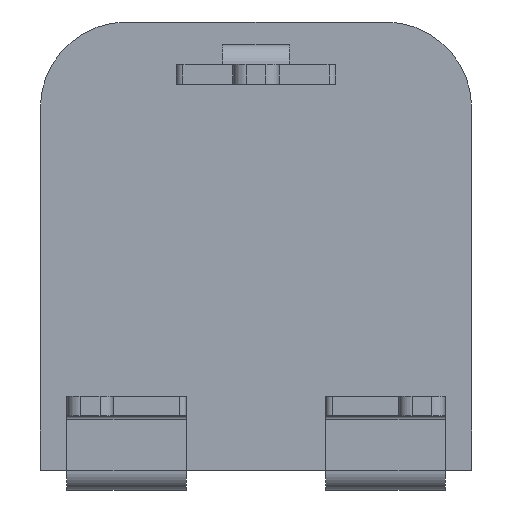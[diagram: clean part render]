
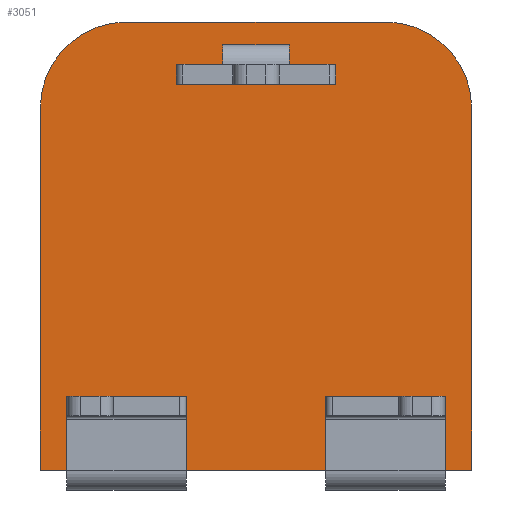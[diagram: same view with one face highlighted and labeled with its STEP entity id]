
A CAD part, front view. The second image highlights one B-rep face of the part: STEP entity #3051.
In plain terms, the highlighted planar face has unit normal (0, -1, 0).
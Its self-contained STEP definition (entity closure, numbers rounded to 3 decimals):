
#102 = AXIS2_PLACEMENT_3D ( 'NONE', #110, #2149, #398 ) ;
#110 = CARTESIAN_POINT ( 'NONE',  ( 1.95, -2.2, 2.075 ) ) ;
#117 = VECTOR ( 'NONE', #3185, 1000. ) ;
#153 = CARTESIAN_POINT ( 'NONE',  ( -1.95, -2.2, 3.375 ) ) ;
#235 = DIRECTION ( 'NONE',  ( 0., 0., -1. ) ) ;
#294 = CARTESIAN_POINT ( 'NONE',  ( 3.25, -2.2, -3.375 ) ) ;
#311 = CARTESIAN_POINT ( 'NONE',  ( 3.25, -2.2, -3.375 ) ) ;
#317 = DIRECTION ( 'NONE',  ( 1., 0., 0. ) ) ;
#316 = CARTESIAN_POINT ( 'NONE',  ( -3.25, -2.2, -3.375 ) ) ;
#370 = CARTESIAN_POINT ( 'NONE',  ( -1.95, -2.2, 2.075 ) ) ;
#398 = DIRECTION ( 'NONE',  ( 0., 0., -1. ) ) ;
#435 = CIRCLE ( 'NONE', #1102, 1.3 ) ;
#669 = VECTOR ( 'NONE', #1540, 1000. ) ;
#677 = DIRECTION ( 'NONE',  ( 0., 0., -1. ) ) ;
#894 = EDGE_CURVE ( 'NONE', #1797, #1449, #2607, .T. ) ;
#912 = LINE ( 'NONE', #2904, #117 ) ;
#1102 = AXIS2_PLACEMENT_3D ( 'NONE', #3705, #1977, #235 ) ;
#1106 = CARTESIAN_POINT ( 'NONE',  ( -3.25, -2.2, 2.075 ) ) ;
#1198 = CARTESIAN_POINT ( 'NONE',  ( -3.25, -2.2, -3.375 ) ) ;
#1250 = CARTESIAN_POINT ( 'NONE',  ( -1.95, -2.2, 3.375 ) ) ;
#1432 = EDGE_LOOP ( 'NONE', ( #2725, #2530, #2970, #3118, #1516, #2536 ) ) ;
#1449 = VERTEX_POINT ( 'NONE', #2028 ) ;
#1516 = ORIENTED_EDGE ( 'NONE', *, *, #2437, .T. ) ;
#1530 = AXIS2_PLACEMENT_3D ( 'NONE', #370, #2414, #677 ) ;
#1540 = DIRECTION ( 'NONE',  ( -1., 0., 0. ) ) ;
#1647 = EDGE_CURVE ( 'NONE', #2158, #3696, #435, .T. ) ;
#1713 = EDGE_CURVE ( 'NONE', #3696, #2535, #912, .T. ) ;
#1797 = VERTEX_POINT ( 'NONE', #311 ) ;
#1891 = CARTESIAN_POINT ( 'NONE',  ( 1.95, -2.2, 3.375 ) ) ;
#1977 = DIRECTION ( 'NONE',  ( 0., -1., 0. ) ) ;
#2028 = CARTESIAN_POINT ( 'NONE',  ( 3.25, -2.2, 2.075 ) ) ;
#2080 = VECTOR ( 'NONE', #317, 1000. ) ;
#2149 = DIRECTION ( 'NONE',  ( 0., -1., 0. ) ) ;
#2158 = VERTEX_POINT ( 'NONE', #153 ) ;
#2209 = LINE ( 'NONE', #1250, #669 ) ;
#2278 = EDGE_CURVE ( 'NONE', #2535, #1797, #3511, .T. ) ;
#2330 = DIRECTION ( 'NONE',  ( 0., 0., 1. ) ) ;
#2414 = DIRECTION ( 'NONE',  ( 0., -1., 0. ) ) ;
#2419 = VECTOR ( 'NONE', #2330, 1000. ) ;
#2437 = EDGE_CURVE ( 'NONE', #3614, #2158, #2209, .T. ) ;
#2499 = FACE_OUTER_BOUND ( 'NONE', #1432, .T. ) ;
#2530 = ORIENTED_EDGE ( 'NONE', *, *, #2278, .T. ) ;
#2535 = VERTEX_POINT ( 'NONE', #316 ) ;
#2536 = ORIENTED_EDGE ( 'NONE', *, *, #1647, .T. ) ;
#2607 = LINE ( 'NONE', #294, #2419 ) ;
#2614 = EDGE_CURVE ( 'NONE', #1449, #3614, #2906, .T. ) ;
#2693 = PLANE ( 'NONE',  #1530 ) ;
#2725 = ORIENTED_EDGE ( 'NONE', *, *, #1713, .T. ) ;
#2904 = CARTESIAN_POINT ( 'NONE',  ( -3.25, -2.2, -3.375 ) ) ;
#2906 = CIRCLE ( 'NONE', #102, 1.3 ) ;
#2970 = ORIENTED_EDGE ( 'NONE', *, *, #894, .T. ) ;
#3051 = ADVANCED_FACE ( 'NONE', ( #2499 ), #2693, .T. ) ;
#3118 = ORIENTED_EDGE ( 'NONE', *, *, #2614, .T. ) ;
#3185 = DIRECTION ( 'NONE',  ( 0., 0., -1. ) ) ;
#3511 = LINE ( 'NONE', #1198, #2080 ) ;
#3614 = VERTEX_POINT ( 'NONE', #1891 ) ;
#3696 = VERTEX_POINT ( 'NONE', #1106 ) ;
#3705 = CARTESIAN_POINT ( 'NONE',  ( -1.95, -2.2, 2.075 ) ) ;
